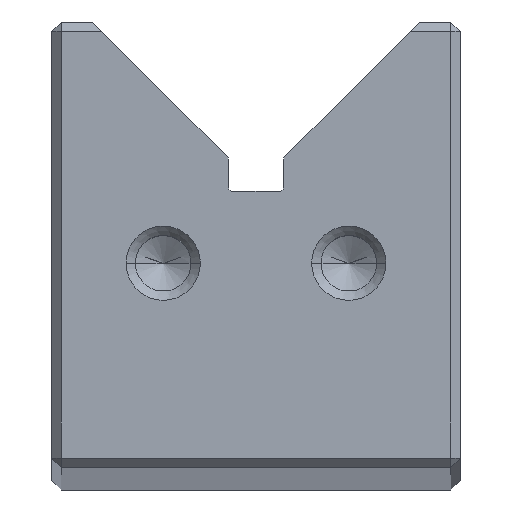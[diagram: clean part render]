
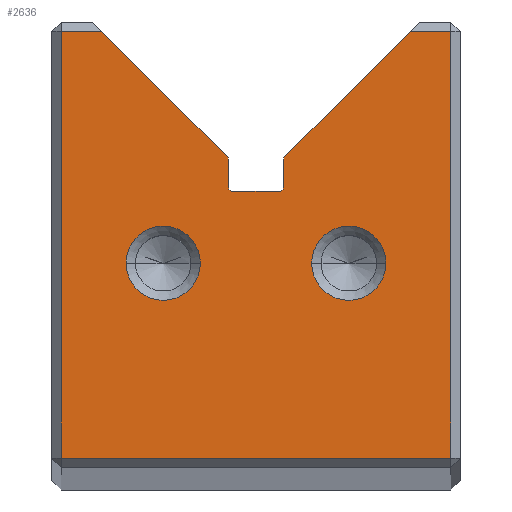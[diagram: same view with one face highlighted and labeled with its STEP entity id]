
A CAD part, top view. The second image highlights one B-rep face of the part: STEP entity #2636.
In plain terms, the highlighted planar face has unit normal (0, 0, 1).
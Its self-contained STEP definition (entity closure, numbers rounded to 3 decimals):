
#2636=ADVANCED_FACE('',(#3565,#3566,#3567),#2999,.F.);
#2999=PLANE('',#9471);
#3249=CIRCLE('',#9349,2.);
#3251=CIRCLE('',#9352,2.);
#3314=CIRCLE('',#9461,0.25);
#3315=CIRCLE('',#9464,0.25);
#3316=CIRCLE('',#9469,2.);
#3317=CIRCLE('',#9470,2.);
#3565=FACE_BOUND('',#3698,.T.);
#3566=FACE_BOUND('',#3699,.T.);
#3567=FACE_BOUND('',#3700,.T.);
#3698=EDGE_LOOP('',(#4573,#4574));
#3699=EDGE_LOOP('',(#4575,#4576));
#3700=EDGE_LOOP('',(#4577,#4578,#4579,#4580,#4581,#4582,#4583,#4584,#4585,
#4586,#4587,#4588));
#4573=ORIENTED_EDGE('',*,*,#7071,.T.);
#4574=ORIENTED_EDGE('',*,*,#7242,.T.);
#4575=ORIENTED_EDGE('',*,*,#7067,.T.);
#4576=ORIENTED_EDGE('',*,*,#7243,.T.);
#4577=ORIENTED_EDGE('',*,*,#7244,.T.);
#4578=ORIENTED_EDGE('',*,*,#7245,.T.);
#4579=ORIENTED_EDGE('',*,*,#7237,.T.);
#4580=ORIENTED_EDGE('',*,*,#7233,.T.);
#4581=ORIENTED_EDGE('',*,*,#7231,.T.);
#4582=ORIENTED_EDGE('',*,*,#7229,.T.);
#4583=ORIENTED_EDGE('',*,*,#7227,.T.);
#4584=ORIENTED_EDGE('',*,*,#7225,.T.);
#4585=ORIENTED_EDGE('',*,*,#7223,.T.);
#4586=ORIENTED_EDGE('',*,*,#7246,.T.);
#4587=ORIENTED_EDGE('',*,*,#7247,.T.);
#4588=ORIENTED_EDGE('',*,*,#7248,.T.);
#6395=VERTEX_POINT('',#12137);
#6396=VERTEX_POINT('',#12139);
#6399=VERTEX_POINT('',#12146);
#6400=VERTEX_POINT('',#12148);
#6501=VERTEX_POINT('',#12444);
#6502=VERTEX_POINT('',#12446);
#6503=VERTEX_POINT('',#12450);
#6504=VERTEX_POINT('',#12454);
#6505=VERTEX_POINT('',#12458);
#6506=VERTEX_POINT('',#12462);
#6507=VERTEX_POINT('',#12466);
#6510=VERTEX_POINT('',#12474);
#6513=VERTEX_POINT('',#12486);
#6514=VERTEX_POINT('',#12487);
#6515=VERTEX_POINT('',#12490);
#6516=VERTEX_POINT('',#12492);
#7067=EDGE_CURVE('',#6396,#6395,#3249,.T.);
#7071=EDGE_CURVE('',#6400,#6399,#3251,.T.);
#7223=EDGE_CURVE('',#6502,#6501,#8095,.T.);
#7225=EDGE_CURVE('',#6503,#6502,#8097,.T.);
#7227=EDGE_CURVE('',#6504,#6503,#3314,.T.);
#7229=EDGE_CURVE('',#6505,#6504,#8100,.T.);
#7231=EDGE_CURVE('',#6506,#6505,#3315,.T.);
#7233=EDGE_CURVE('',#6507,#6506,#8103,.T.);
#7237=EDGE_CURVE('',#6510,#6507,#8107,.T.);
#7242=EDGE_CURVE('',#6399,#6400,#3316,.T.);
#7243=EDGE_CURVE('',#6395,#6396,#3317,.T.);
#7244=EDGE_CURVE('',#6513,#6514,#8112,.T.);
#7245=EDGE_CURVE('',#6514,#6510,#8113,.T.);
#7246=EDGE_CURVE('',#6501,#6515,#8114,.T.);
#7247=EDGE_CURVE('',#6515,#6516,#8115,.T.);
#7248=EDGE_CURVE('',#6516,#6513,#8116,.T.);
#8095=LINE('',#12445,#8837);
#8097=LINE('',#12449,#8839);
#8100=LINE('',#12457,#8842);
#8103=LINE('',#12465,#8845);
#8107=LINE('',#12473,#8849);
#8112=LINE('',#12485,#8854);
#8113=LINE('',#12488,#8855);
#8114=LINE('',#12489,#8856);
#8115=LINE('',#12491,#8857);
#8116=LINE('',#12493,#8858);
#8837=VECTOR('',#10292,1.);
#8839=VECTOR('',#10296,1.);
#8842=VECTOR('',#10305,1.);
#8845=VECTOR('',#10314,1.);
#8849=VECTOR('',#10320,1.);
#8854=VECTOR('',#10333,1.);
#8855=VECTOR('',#10334,1.);
#8856=VECTOR('',#10335,1.);
#8857=VECTOR('',#10336,1.);
#8858=VECTOR('',#10337,1.);
#9349=AXIS2_PLACEMENT_3D('',#12138,#9981,#9982);
#9352=AXIS2_PLACEMENT_3D('',#12147,#9989,#9990);
#9461=AXIS2_PLACEMENT_3D('',#12453,#10300,#10301);
#9464=AXIS2_PLACEMENT_3D('',#12461,#10309,#10310);
#9469=AXIS2_PLACEMENT_3D('',#12483,#10329,#10330);
#9470=AXIS2_PLACEMENT_3D('',#12484,#10331,#10332);
#9471=AXIS2_PLACEMENT_3D('',#12494,#10338,#10339);
#9981=DIRECTION('',(0.,0.,-1.));
#9982=DIRECTION('',(-1.,0.,0.));
#9989=DIRECTION('',(0.,0.,-1.));
#9990=DIRECTION('',(-1.,0.,0.));
#10292=DIRECTION('',(-0.707,0.707,0.));
#10296=DIRECTION('',(0.,1.,0.));
#10300=DIRECTION('',(0.,0.,-1.));
#10301=DIRECTION('',(1.,0.,0.));
#10305=DIRECTION('',(-1.,0.,0.));
#10309=DIRECTION('',(0.,0.,-1.));
#10310=DIRECTION('',(-1.,0.,0.));
#10314=DIRECTION('',(0.,-1.,0.));
#10320=DIRECTION('',(-0.707,-0.707,0.));
#10329=DIRECTION('',(0.,0.,-1.));
#10330=DIRECTION('',(-1.,0.,0.));
#10331=DIRECTION('',(0.,0.,-1.));
#10332=DIRECTION('',(-1.,0.,0.));
#10333=DIRECTION('',(0.,1.,0.));
#10334=DIRECTION('',(-1.,0.,0.));
#10335=DIRECTION('',(-1.,0.,0.));
#10336=DIRECTION('',(0.,-1.,0.));
#10337=DIRECTION('',(1.,0.,0.));
#10338=DIRECTION('',(0.,0.,-1.));
#10339=DIRECTION('',(-1.,0.,0.));
#12137=CARTESIAN_POINT('',(-7.,11.,0.));
#12138=CARTESIAN_POINT('',(-5.,11.,0.));
#12139=CARTESIAN_POINT('',(-3.,11.,0.));
#12146=CARTESIAN_POINT('',(3.,11.,0.));
#12147=CARTESIAN_POINT('',(5.,11.,0.));
#12148=CARTESIAN_POINT('',(7.,11.,0.));
#12444=CARTESIAN_POINT('',(-8.328,23.5,0.));
#12445=CARTESIAN_POINT('',(-8.828,24.,0.));
#12446=CARTESIAN_POINT('',(-1.5,16.672,0.));
#12449=CARTESIAN_POINT('',(-1.5,16.672,0.));
#12450=CARTESIAN_POINT('',(-1.5,15.122,0.));
#12453=CARTESIAN_POINT('',(-1.25,15.122,0.));
#12454=CARTESIAN_POINT('',(-1.25,14.872,0.));
#12457=CARTESIAN_POINT('',(1.25,14.872,0.));
#12458=CARTESIAN_POINT('',(1.25,14.872,0.));
#12461=CARTESIAN_POINT('',(1.25,15.122,0.));
#12462=CARTESIAN_POINT('',(1.5,15.122,0.));
#12465=CARTESIAN_POINT('',(1.5,16.672,0.));
#12466=CARTESIAN_POINT('',(1.5,16.672,0.));
#12473=CARTESIAN_POINT('',(8.828,24.,0.));
#12474=CARTESIAN_POINT('',(8.328,23.5,0.));
#12483=CARTESIAN_POINT('',(5.,11.,0.));
#12484=CARTESIAN_POINT('',(-5.,11.,0.));
#12485=CARTESIAN_POINT('',(10.5,24.,0.));
#12486=CARTESIAN_POINT('',(10.5,0.5,0.));
#12487=CARTESIAN_POINT('',(10.5,23.5,0.));
#12488=CARTESIAN_POINT('',(8.828,23.5,0.));
#12489=CARTESIAN_POINT('',(-11.,23.5,0.));
#12490=CARTESIAN_POINT('',(-10.5,23.5,0.));
#12491=CARTESIAN_POINT('',(-10.5,0.,0.));
#12492=CARTESIAN_POINT('',(-10.5,0.5,0.));
#12493=CARTESIAN_POINT('',(11.,0.5,0.));
#12494=CARTESIAN_POINT('',(1.25,15.122,0.));
